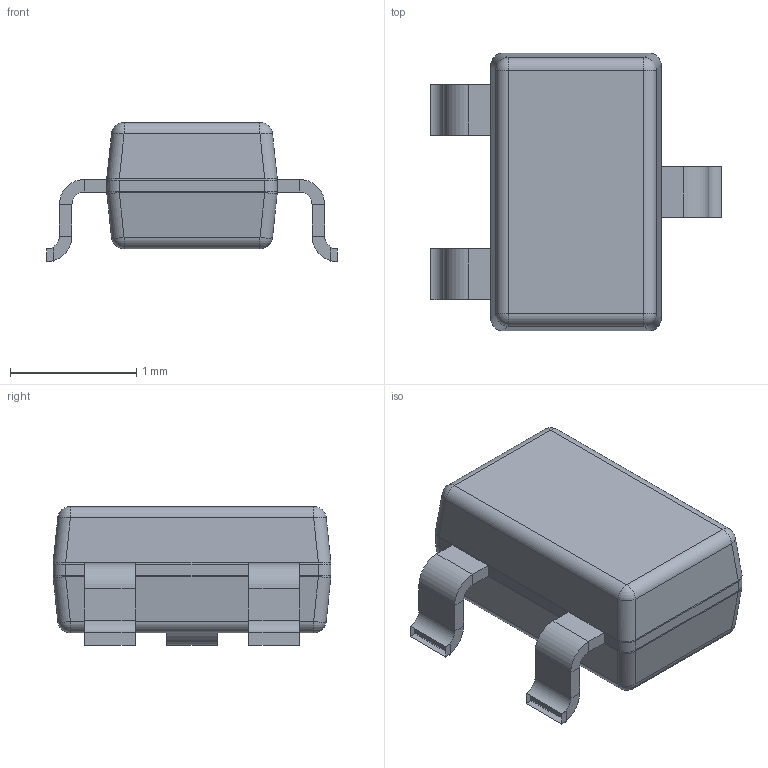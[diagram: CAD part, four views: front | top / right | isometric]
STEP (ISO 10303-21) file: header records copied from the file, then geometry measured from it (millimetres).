
FILE_DESCRIPTION(('Open CASCADE Model'),'2;1');
FILE_NAME('Open CASCADE Shape Model','2023-12-11T18:19:23',('Author'),( 'Open CASCADE'),'Open CASCADE STEP processor 7.5','Open CASCADE 7.5' ,'Unknown');
FILE_SCHEMA(('AUTOMOTIVE_DESIGN { 1 0 10303 214 1 1 1 1 }'));
Length unit declared in the file: millimetre
Products named in the file (6): PCB; Designator1; 13454845392; Body; Open CASCADE STEP translator 7.5 142.1.1; Leader
Assembly tree (6 placements, depth 4):
  PCB
  Designator1
    13454845392
      Body
        Open CASCADE STEP translator 7.5 142.1.1
      Leader  x3
Bounding box: 2.3 x 2.2 x 1.1 mm (x, y, z)
Volume: 2.9 mm3; surface area: 14.7 mm2
Topology: 4 solids, 4 shells, 124 faces, 252 edges, 128 vertices
Faces by surface type: plane 68, cylinder 40, bspline 8, sphere 8
Entity records: 2776 total; most frequent: CARTESIAN_POINT 1155, DIRECTION 314, ORIENTED_EDGE 312, EDGE_CURVE 156, AXIS2_PLACEMENT_3D 111, LINE 92, VECTOR 92, ADVANCED_FACE 80
